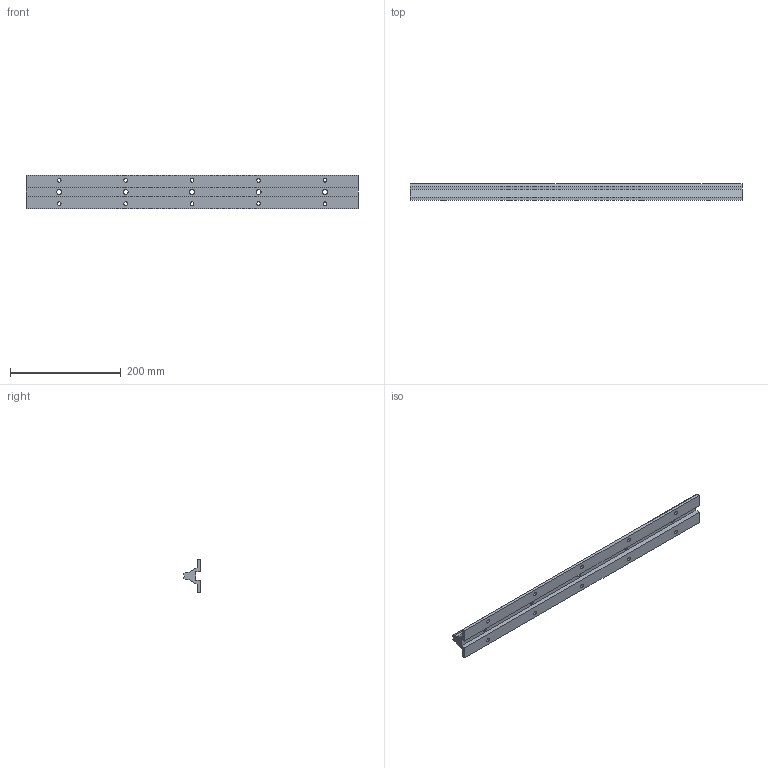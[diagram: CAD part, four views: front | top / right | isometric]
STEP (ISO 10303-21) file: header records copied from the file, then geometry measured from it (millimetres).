
FILE_DESCRIPTION( ( '' ), '1' );
FILE_NAME( 'wuh_25_2_03.stp', '2008-04-10T06:39:34', ( '' ), ( '' ), ' ', ' ', ' ' );
FILE_SCHEMA( ( 'CONFIG_CONTROL_DESIGN' ) );
Length unit declared in the file: millimetre
Products named in the file (1): 1
Bounding box: 599.5 x 30.31 x 60 mm (x, y, z)
Volume: 389233.3 mm3; surface area: 113372.2 mm2
Topology: 1 solids, 1 shells, 61 faces, 172 edges, 108 vertices
Faces by surface type: cylinder 32, plane 29
Entity records: 2084 total; most frequent: DIRECTION 370, ORIENTED_EDGE 344, CARTESIAN_POINT 342, EDGE_CURVE 172, AXIS2_PLACEMENT_3D 136, VERTEX_POINT 108, LINE 98, VECTOR 98
